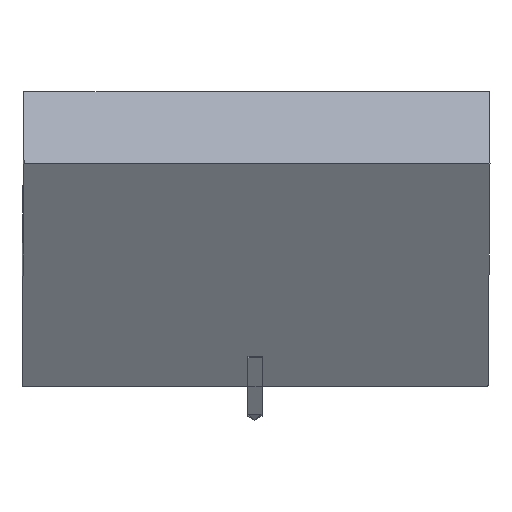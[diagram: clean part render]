
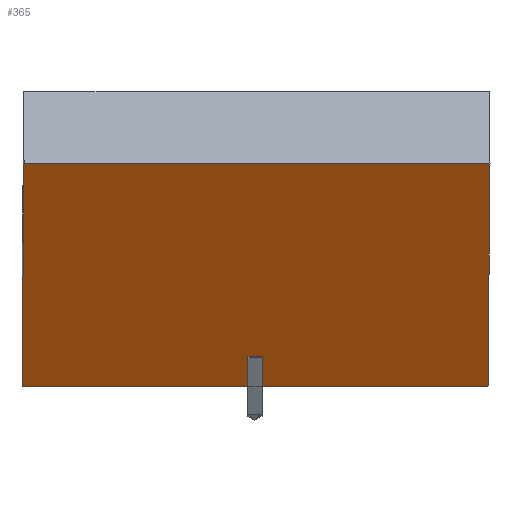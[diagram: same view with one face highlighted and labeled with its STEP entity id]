
A CAD part, left-side view. The second image highlights one B-rep face of the part: STEP entity #365.
In plain terms, the highlighted planar face has unit normal (-0.225, -0.001, -0.974).
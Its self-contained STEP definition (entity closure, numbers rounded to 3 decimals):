
#17=FACE_OUTER_BOUND('',#38,.T.);
#38=EDGE_LOOP('',(#239,#240,#241,#242,#243,#244,#245,#246));
#68=LINE('',#538,#115);
#69=LINE('',#540,#116);
#70=LINE('',#542,#117);
#71=LINE('',#544,#118);
#72=LINE('',#546,#119);
#73=LINE('',#548,#120);
#74=LINE('',#550,#121);
#75=LINE('',#551,#122);
#115=VECTOR('',#440,0.45);
#116=VECTOR('',#441,0.05);
#117=VECTOR('',#442,0.45);
#118=VECTOR('',#443,0.775);
#119=VECTOR('',#444,3.4);
#120=VECTOR('',#445,1.6);
#121=VECTOR('',#446,3.4);
#122=VECTOR('',#447,0.775);
#160=VERTEX_POINT('',#536);
#161=VERTEX_POINT('',#537);
#162=VERTEX_POINT('',#539);
#163=VERTEX_POINT('',#541);
#164=VERTEX_POINT('',#543);
#165=VERTEX_POINT('',#545);
#166=VERTEX_POINT('',#547);
#167=VERTEX_POINT('',#549);
#190=EDGE_CURVE('',#160,#161,#68,.T.);
#191=EDGE_CURVE('',#162,#160,#69,.T.);
#192=EDGE_CURVE('',#163,#162,#70,.T.);
#193=EDGE_CURVE('',#163,#164,#71,.T.);
#194=EDGE_CURVE('',#164,#165,#72,.T.);
#195=EDGE_CURVE('',#166,#165,#73,.T.);
#196=EDGE_CURVE('',#167,#166,#74,.T.);
#197=EDGE_CURVE('',#167,#161,#75,.T.);
#239=ORIENTED_EDGE('',*,*,#190,.F.);
#240=ORIENTED_EDGE('',*,*,#191,.F.);
#241=ORIENTED_EDGE('',*,*,#192,.F.);
#242=ORIENTED_EDGE('',*,*,#193,.T.);
#243=ORIENTED_EDGE('',*,*,#194,.T.);
#244=ORIENTED_EDGE('',*,*,#195,.F.);
#245=ORIENTED_EDGE('',*,*,#196,.F.);
#246=ORIENTED_EDGE('',*,*,#197,.T.);
#322=PLANE('',#400);
#365=ADVANCED_FACE('',(#17),#322,.F.);
#400=AXIS2_PLACEMENT_3D('',#535,#438,#439);
#438=DIRECTION('center_axis',(0.225,0.,0.974));
#439=DIRECTION('ref_axis',(0.,-1.,0.));
#440=DIRECTION('',(0.974,0.002,-0.225));
#441=DIRECTION('',(-0.002,1.,0.));
#442=DIRECTION('',(-0.974,-0.002,0.225));
#443=DIRECTION('',(0.002,-1.,0.));
#444=DIRECTION('',(-0.974,-0.002,0.225));
#445=DIRECTION('',(0.002,-1.,0.));
#446=DIRECTION('',(-0.974,-0.002,0.225));
#447=DIRECTION('',(0.002,-1.,0.));
#535=CARTESIAN_POINT('Origin',(76.948,102.414,40.178));
#536=CARTESIAN_POINT('',(79.824,101.645,39.515));
#537=CARTESIAN_POINT('',(80.262,101.646,39.413));
#538=CARTESIAN_POINT('',(79.824,101.645,39.515));
#539=CARTESIAN_POINT('',(79.824,101.595,39.515));
#540=CARTESIAN_POINT('',(79.824,101.595,39.515));
#541=CARTESIAN_POINT('',(80.262,101.596,39.413));
#542=CARTESIAN_POINT('',(80.262,101.596,39.413));
#543=CARTESIAN_POINT('',(80.264,100.821,39.413));
#544=CARTESIAN_POINT('',(80.262,101.596,39.413));
#545=CARTESIAN_POINT('',(76.951,100.814,40.178));
#546=CARTESIAN_POINT('',(80.264,100.821,39.413));
#547=CARTESIAN_POINT('',(76.948,102.414,40.178));
#548=CARTESIAN_POINT('',(76.948,102.414,40.178));
#549=CARTESIAN_POINT('',(80.26,102.421,39.413));
#550=CARTESIAN_POINT('',(80.26,102.421,39.413));
#551=CARTESIAN_POINT('',(80.26,102.421,39.413));
